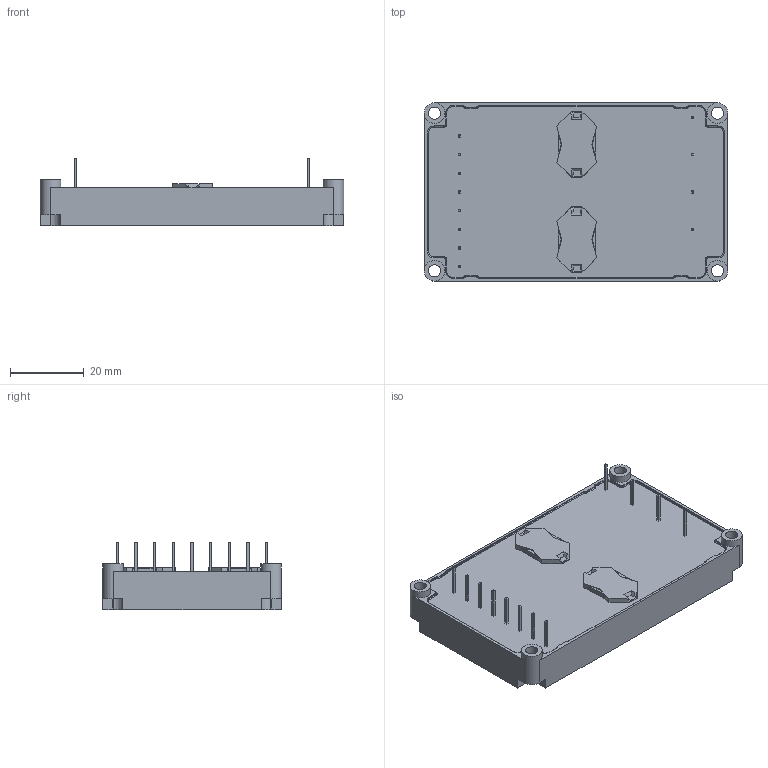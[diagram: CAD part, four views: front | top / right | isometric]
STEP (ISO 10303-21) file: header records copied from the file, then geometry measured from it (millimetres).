
FILE_DESCRIPTION(/* description */ ('Alibre Inc.'),/* implementation_level */ '2;1');
FILE_NAME(/* name */ 'export0',/* time_stamp */ '2011-07-19T09:08:15+02:00',/* author */ (''),/* organization */ (''),/* preprocessor_version */ 'ST-DEVELOPER v12',/* originating_system */ 'Alibre',/* authorisation */ '');
FILE_SCHEMA (('AUTOMOTIVE_DESIGN'));
Length unit declared in the file: centimetre
Bounding box: 82.5 x 48.51 x 18.41 mm (x, y, z)
Volume: 8802.7 mm3; surface area: 25428.8 mm2
Topology: 1 solids, 2 shells, 1431 faces, 3884 edges, 2510 vertices
Faces by surface type: plane 1211, cylinder 145, bspline 55, torus 20
Full cylindrical faces by diameter (mm): 1.035 x1, 1.048 x1, 2 x1, 3.3 x4, 5.6 x4, 6.4 x2, 6.5 x2, 7.55 x2, 12.3 x4
Entity records: 41531 total; most frequent: CARTESIAN_POINT 8017, ORIENTED_EDGE 7710, DIRECTION 5179, EDGE_CURVE 3855, VECTOR 3213, LINE 3213, VERTEX_POINT 2502, EDGE_LOOP 1593
